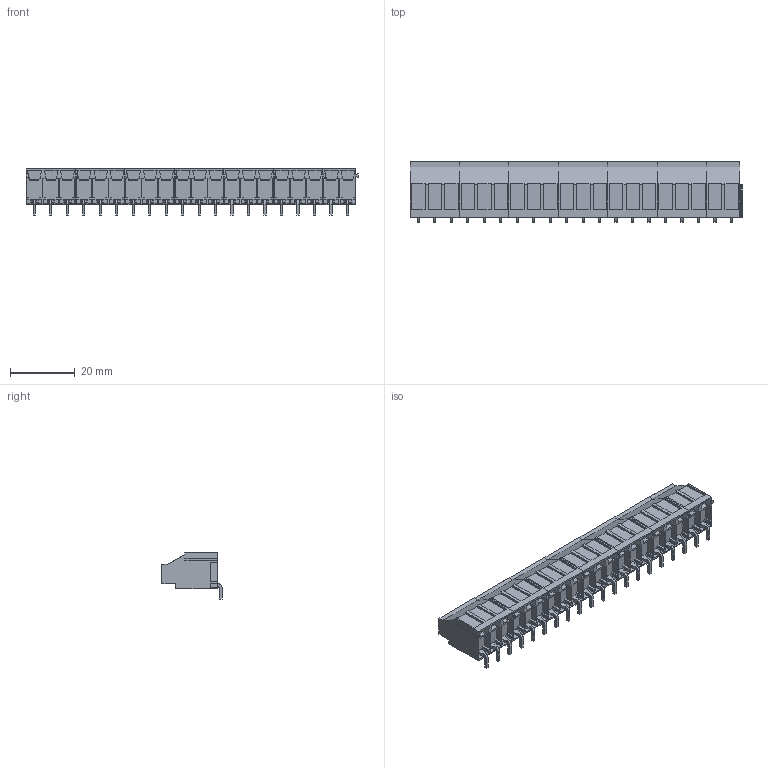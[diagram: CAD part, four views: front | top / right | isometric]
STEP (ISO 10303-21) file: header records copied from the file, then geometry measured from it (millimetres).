
FILE_DESCRIPTION(('CATIA V5 STEP','CAx-IF Rec.Pracs.--- Model Styling and Organization---1.2---2011-12-15'),'2;1');
FILE_NAME ('D1462063_0_2432090000_2432090000.stp','2016-10-03T07:10:46+00:00',('none'),('Weidmueller'),'CATIA Version 5-6 Release 2014','CATIA V5 STEP AP214','none');
FILE_SCHEMA(('AUTOMOTIVE_DESIGN { 1 0 10303 214 1 1 1 1 }'));
Length unit declared in the file: millimetre
Products named in the file (1): 2432090000_S
Bounding box: 102.25 x 18.57 x 14.2 mm (x, y, z)
Volume: 13286.3 mm3; surface area: 13690.3 mm2
Topology: 47 solids, 47 shells, 1509 faces, 3985 edges, 2630 vertices
Faces by surface type: plane 1349, cylinder 160
Entity records: 42893 total; most frequent: ORIENTED_EDGE 7970, CARTESIAN_POINT 7599, DIRECTION 5951, EDGE_CURVE 3985, VECTOR 3585, LINE 3585, VERTEX_POINT 2630, EDGE_LOOP 1569
